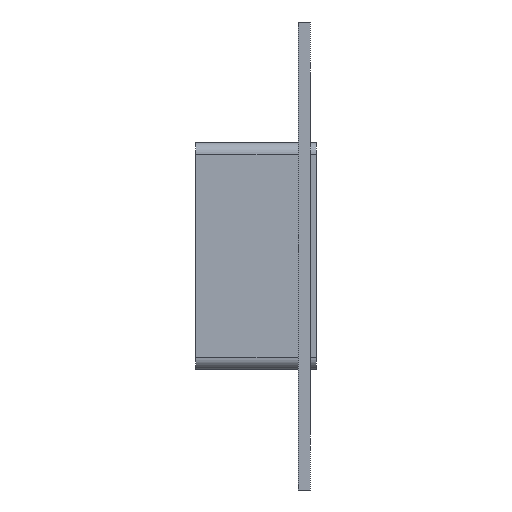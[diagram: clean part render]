
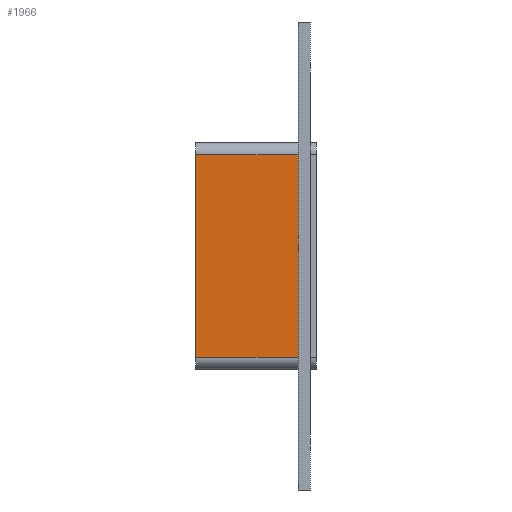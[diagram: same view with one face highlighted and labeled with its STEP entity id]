
A CAD part, left-side view. The second image highlights one B-rep face of the part: STEP entity #1966.
In plain terms, the highlighted planar face has unit normal (-1, 0, 0).
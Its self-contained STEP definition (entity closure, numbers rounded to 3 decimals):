
#1243=CARTESIAN_POINT('',(-327.25,6.,-50.5));
#1244=VERTEX_POINT('',#1243);
#1294=CARTESIAN_POINT('',(-327.25,6.,50.5));
#1295=VERTEX_POINT('',#1294);
#1303=CARTESIAN_POINT('',(-327.25,6.,-50.5));
#1304=DIRECTION('',(0.0,0.0,1.0));
#1305=VECTOR('',#1304,101.);
#1306=LINE('',#1303,#1305);
#1307=EDGE_CURVE('',#1244,#1295,#1306,.T.);
#1924=CARTESIAN_POINT('',(-327.25,57.0,-50.5));
#1925=VERTEX_POINT('',#1924);
#1926=CARTESIAN_POINT('',(-327.25,6.,-50.5));
#1927=DIRECTION('',(0.0,1.0,0.0));
#1928=VECTOR('',#1927,51.0);
#1929=LINE('',#1926,#1928);
#1930=EDGE_CURVE('',#1244,#1925,#1929,.T.);
#1943=CARTESIAN_POINT('',(-327.25,0.0,-56.5));
#1944=DIRECTION('',(-1.0,0.0,0.0));
#1945=DIRECTION('',(0.0,0.0,1.0));
#1946=AXIS2_PLACEMENT_3D('',#1943,#1944,#1945);
#1947=PLANE('',#1946);
#1948=ORIENTED_EDGE('',*,*,#1307,.T.);
#1949=CARTESIAN_POINT('',(-327.25,57.0,50.5));
#1950=VERTEX_POINT('',#1949);
#1951=CARTESIAN_POINT('',(-327.25,57.0,50.5));
#1952=DIRECTION('',(0.0,-1.0,0.0));
#1953=VECTOR('',#1952,51.0);
#1954=LINE('',#1951,#1953);
#1955=EDGE_CURVE('',#1950,#1295,#1954,.T.);
#1956=ORIENTED_EDGE('',*,*,#1955,.F.);
#1957=CARTESIAN_POINT('',(-327.25,57.0,-50.5));
#1958=DIRECTION('',(0.0,0.0,1.0));
#1959=VECTOR('',#1958,101.);
#1960=LINE('',#1957,#1959);
#1961=EDGE_CURVE('',#1925,#1950,#1960,.T.);
#1962=ORIENTED_EDGE('',*,*,#1961,.F.);
#1963=ORIENTED_EDGE('',*,*,#1930,.F.);
#1964=EDGE_LOOP('',(#1948,#1956,#1962,#1963));
#1965=FACE_OUTER_BOUND('',#1964,.T.);
#1966=ADVANCED_FACE('',(#1965),#1947,.T.);
